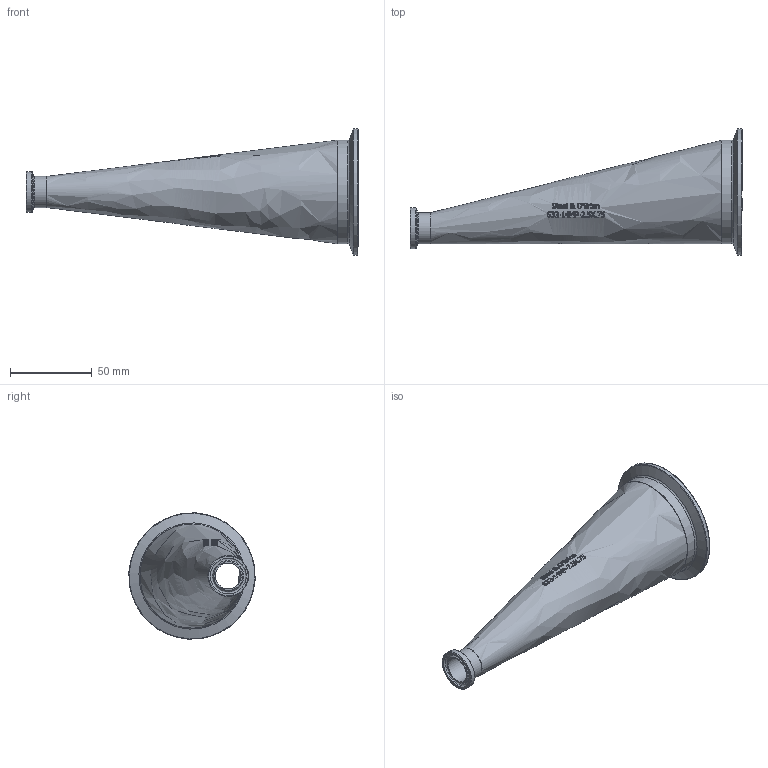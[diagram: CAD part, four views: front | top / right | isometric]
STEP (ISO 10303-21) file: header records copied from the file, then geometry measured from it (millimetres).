
FILE_DESCRIPTION(/* description */ (''),/* implementation_level */ '2;1');
FILE_NAME(/* name */ 'S32-14MP-25X75.stp',/* time_stamp */ '2018-11-27T10:17:57-05:00',/* author */ ('rick'),/* organization */ (''),/* preprocessor_version */ 'ST-DEVELOPER v15.2',/* originating_system */ 'Autodesk Inventor 2014',/* authorisation */ '');
FILE_SCHEMA (('AUTOMOTIVE_DESIGN { 1 0 10303 214 3 1 1 }'));
Length unit declared in the file: inch
Products named in the file (1): S32-14MP-25X75
Bounding box: 203.2 x 77.3 x 77.3 mm (x, y, z)
Volume: 47812.8 mm3; surface area: 55201.8 mm2
Topology: 1 solids, 1 shells, 494 faces, 1339 edges, 887 vertices
Faces by surface type: bspline 261, plane 206, torus 15, cylinder 7, cone 5
Full cylindrical faces by diameter (mm): 15.748 x1, 19.05 x1, 21.895 x1, 24.994 x1, 60.198 x1, 63.5 x1, 77.394 x1
Entity records: 19563 total; most frequent: CARTESIAN_POINT 9270, ORIENTED_EDGE 2624, EDGE_CURVE 1312, DIRECTION 1199, VERTEX_POINT 887, B_SPLINE_CURVE_WITH_KNOTS 658, EDGE_LOOP 563, ADVANCED_FACE 494
